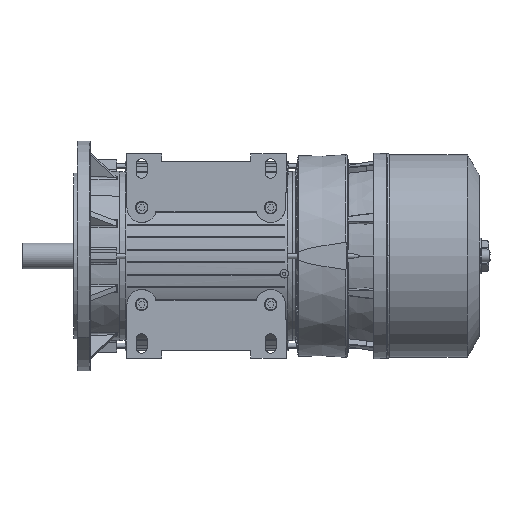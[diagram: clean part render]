
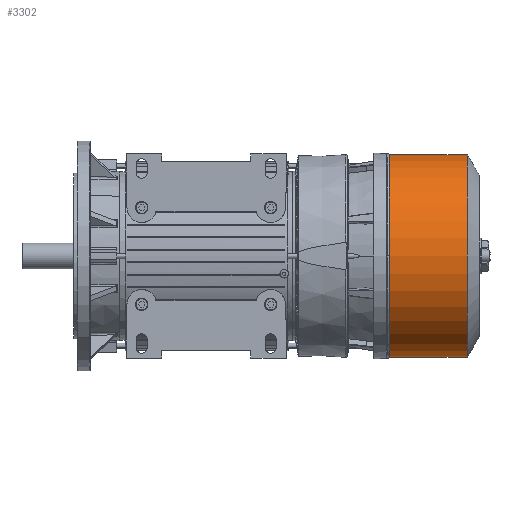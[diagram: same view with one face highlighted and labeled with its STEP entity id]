
A CAD part, front view. The second image highlights one B-rep face of the part: STEP entity #3302.
In plain terms, the highlighted cylindrical face has radius 110.2 mm (diameter 220.4 mm), a partial arc.
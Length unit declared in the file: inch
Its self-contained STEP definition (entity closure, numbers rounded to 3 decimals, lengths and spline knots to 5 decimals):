
#213 = ORIENTED_EDGE ( 'NONE', *, *, #24861, .T. ) ;
#3302 = ADVANCED_FACE ( 'NONE', ( #72423 ), #47556, .T. ) ;
#4523 = CIRCLE ( 'NONE', #25769, 4.33858 ) ;
#9297 = DIRECTION ( 'NONE',  ( 0., 0., 1. ) ) ;
#18317 = AXIS2_PLACEMENT_3D ( 'NONE', #152338, #38590, #42492 ) ;
#21785 = EDGE_CURVE ( 'NONE', #125742, #33902, #103041, .T. ) ;
#24861 = EDGE_CURVE ( 'NONE', #121551, #27979, #149621, .T. ) ;
#25018 = CARTESIAN_POINT ( 'NONE',  ( 11.65354, 0., 4.33858 ) ) ;
#25769 = AXIS2_PLACEMENT_3D ( 'NONE', #101199, #114466, #126083 ) ;
#27979 = VERTEX_POINT ( 'NONE', #25018 ) ;
#28262 = EDGE_CURVE ( 'NONE', #33902, #27979, #4523, .T. ) ;
#30999 = CARTESIAN_POINT ( 'NONE',  ( 11.65354, 0., -4.33858 ) ) ;
#33902 = VERTEX_POINT ( 'NONE', #30999 ) ;
#38590 = DIRECTION ( 'NONE',  ( -1., 0., 0. ) ) ;
#42492 = DIRECTION ( 'NONE',  ( 0., 0., 1. ) ) ;
#46058 = EDGE_LOOP ( 'NONE', ( #60175, #114731, #213, #97969 ) ) ;
#47556 = CYLINDRICAL_SURFACE ( 'NONE', #162962, 4.33858 ) ;
#60175 = ORIENTED_EDGE ( 'NONE', *, *, #21785, .F. ) ;
#62755 = VECTOR ( 'NONE', #138761, 39.37008 ) ;
#72423 = FACE_OUTER_BOUND ( 'NONE', #46058, .T. ) ;
#78800 = CARTESIAN_POINT ( 'NONE',  ( 14.97615, 0., 4.33858 ) ) ;
#90606 = CARTESIAN_POINT ( 'NONE',  ( -1.69291, 0., -4.33858 ) ) ;
#97969 = ORIENTED_EDGE ( 'NONE', *, *, #28262, .F. ) ;
#101199 = CARTESIAN_POINT ( 'NONE',  ( 11.65354, 0., 0. ) ) ;
#103041 = LINE ( 'NONE', #90606, #125886 ) ;
#112169 = EDGE_CURVE ( 'NONE', #125742, #121551, #116462, .T. ) ;
#112237 = CARTESIAN_POINT ( 'NONE',  ( -1.69291, 0., 0. ) ) ;
#114466 = DIRECTION ( 'NONE',  ( -1., 0., 0. ) ) ;
#114731 = ORIENTED_EDGE ( 'NONE', *, *, #112169, .T. ) ;
#116298 = DIRECTION ( 'NONE',  ( -1., 0., 0. ) ) ;
#116462 = CIRCLE ( 'NONE', #18317, 4.33858 ) ;
#121551 = VERTEX_POINT ( 'NONE', #78800 ) ;
#125742 = VERTEX_POINT ( 'NONE', #136581 ) ;
#125886 = VECTOR ( 'NONE', #116298, 39.37008 ) ;
#126083 = DIRECTION ( 'NONE',  ( 0., 0., 1. ) ) ;
#136581 = CARTESIAN_POINT ( 'NONE',  ( 14.97615, 0., -4.33858 ) ) ;
#138761 = DIRECTION ( 'NONE',  ( -1., 0., 0. ) ) ;
#149621 = LINE ( 'NONE', #152893, #62755 ) ;
#150460 = DIRECTION ( 'NONE',  ( -1., 0., 0. ) ) ;
#152338 = CARTESIAN_POINT ( 'NONE',  ( 14.97615, 0., 0. ) ) ;
#152893 = CARTESIAN_POINT ( 'NONE',  ( -1.69291, 0., 4.33858 ) ) ;
#162962 = AXIS2_PLACEMENT_3D ( 'NONE', #112237, #150460, #9297 ) ;
